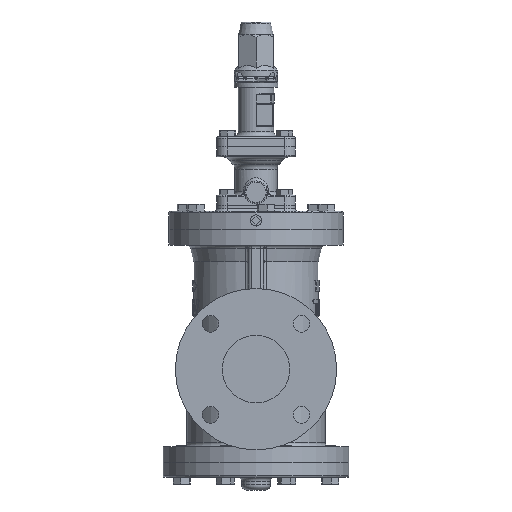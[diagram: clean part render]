
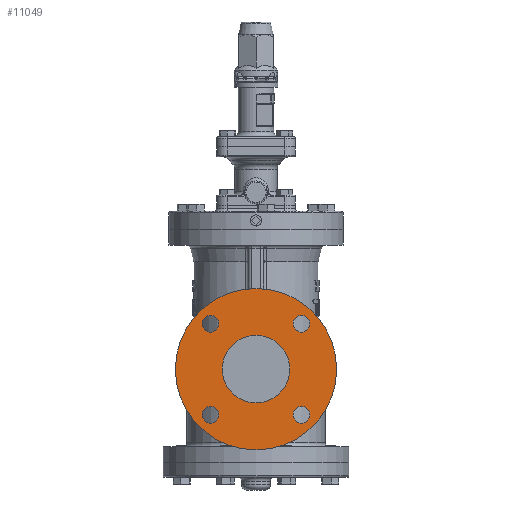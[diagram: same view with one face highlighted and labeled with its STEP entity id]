
A CAD part, left-side view. The second image highlights one B-rep face of the part: STEP entity #11049.
In plain terms, the highlighted planar face has unit normal (-1, 0, 0).
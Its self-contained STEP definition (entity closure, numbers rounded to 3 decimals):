
#728=FACE_BOUND('',#1661,.T.);
#729=FACE_BOUND('',#1662,.T.);
#730=FACE_BOUND('',#1663,.T.);
#731=FACE_BOUND('',#1664,.T.);
#732=FACE_BOUND('',#1665,.T.);
#900=FACE_OUTER_BOUND('',#1660,.T.);
#1660=EDGE_LOOP('',(#7501));
#1661=EDGE_LOOP('',(#7502));
#1662=EDGE_LOOP('',(#7503));
#1663=EDGE_LOOP('',(#7504));
#1664=EDGE_LOOP('',(#7505));
#1665=EDGE_LOOP('',(#7506));
#2501=CIRCLE('',#11811,95.5);
#2502=CIRCLE('',#11813,10.);
#2503=CIRCLE('',#11815,10.);
#2504=CIRCLE('',#11817,10.);
#2505=CIRCLE('',#11819,40.);
#2507=CIRCLE('',#11823,10.);
#4733=VERTEX_POINT('',#16535);
#4734=VERTEX_POINT('',#16538);
#4735=VERTEX_POINT('',#16541);
#4736=VERTEX_POINT('',#16544);
#4737=VERTEX_POINT('',#16547);
#4739=VERTEX_POINT('',#16553);
#5791=EDGE_CURVE('',#4733,#4733,#2501,.T.);
#5792=EDGE_CURVE('',#4734,#4734,#2502,.T.);
#5793=EDGE_CURVE('',#4735,#4735,#2503,.T.);
#5794=EDGE_CURVE('',#4736,#4736,#2504,.T.);
#5795=EDGE_CURVE('',#4737,#4737,#2505,.T.);
#5797=EDGE_CURVE('',#4739,#4739,#2507,.T.);
#7501=ORIENTED_EDGE('',*,*,#5791,.F.);
#7502=ORIENTED_EDGE('',*,*,#5792,.T.);
#7503=ORIENTED_EDGE('',*,*,#5793,.T.);
#7504=ORIENTED_EDGE('',*,*,#5794,.T.);
#7505=ORIENTED_EDGE('',*,*,#5795,.T.);
#7506=ORIENTED_EDGE('',*,*,#5797,.T.);
#10709=PLANE('',#11824);
#11049=ADVANCED_FACE('',(#900,#728,#729,#730,#731,#732),#10709,.F.);
#11811=AXIS2_PLACEMENT_3D('',#16536,#13053,#13054);
#11813=AXIS2_PLACEMENT_3D('',#16539,#13057,#13058);
#11815=AXIS2_PLACEMENT_3D('',#16542,#13061,#13062);
#11817=AXIS2_PLACEMENT_3D('',#16545,#13065,#13066);
#11819=AXIS2_PLACEMENT_3D('',#16548,#13069,#13070);
#11823=AXIS2_PLACEMENT_3D('',#16554,#13077,#13078);
#11824=AXIS2_PLACEMENT_3D('',#16555,#13079,#13080);
#13053=DIRECTION('center_axis',(1.,0.,0.));
#13054=DIRECTION('ref_axis',(0.,0.,1.));
#13057=DIRECTION('center_axis',(1.,0.,0.));
#13058=DIRECTION('ref_axis',(0.,-1.,0.));
#13061=DIRECTION('center_axis',(1.,0.,0.));
#13062=DIRECTION('ref_axis',(0.,0.,
1.));
#13065=DIRECTION('center_axis',(1.,0.,0.));
#13066=DIRECTION('ref_axis',(0.,1.,0.));
#13069=DIRECTION('center_axis',(1.,0.,0.));
#13070=DIRECTION('ref_axis',(0.,0.,-1.));
#13077=DIRECTION('center_axis',(1.,0.,0.));
#13078=DIRECTION('ref_axis',(0.,0.,-1.));
#13079=DIRECTION('center_axis',(1.,0.,0.));
#13080=DIRECTION('ref_axis',(0.,0.,-1.));
#16535=CARTESIAN_POINT('',(-182.5,0.,-95.5));
#16536=CARTESIAN_POINT('Origin',(-182.5,0.,0.));
#16538=CARTESIAN_POINT('',(-182.5,43.882,-53.882));
#16539=CARTESIAN_POINT('Origin',(-182.5,53.882,-53.882));
#16541=CARTESIAN_POINT('',(-182.5,-53.882,-43.882));
#16542=CARTESIAN_POINT('Origin',(-182.5,-53.882,-53.882));
#16544=CARTESIAN_POINT('',(-182.5,-43.882,53.882));
#16545=CARTESIAN_POINT('Origin',(-182.5,-53.882,53.882));
#16547=CARTESIAN_POINT('',(-182.5,0.,-40.));
#16548=CARTESIAN_POINT('Origin',(-182.5,0.,0.));
#16553=CARTESIAN_POINT('',(-182.5,53.882,43.882));
#16554=CARTESIAN_POINT('Origin',(-182.5,53.882,53.882));
#16555=CARTESIAN_POINT('Origin',(-182.5,0.,0.));
